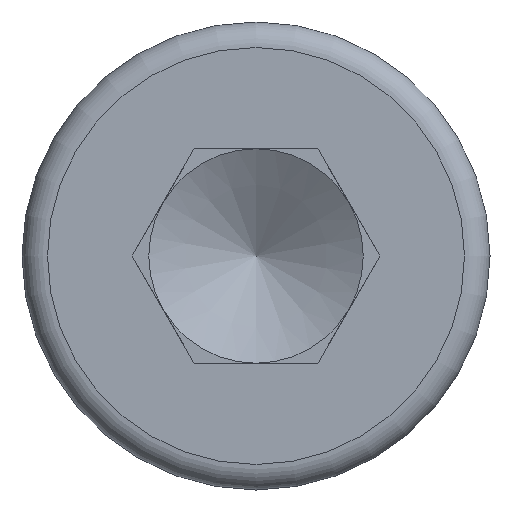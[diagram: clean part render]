
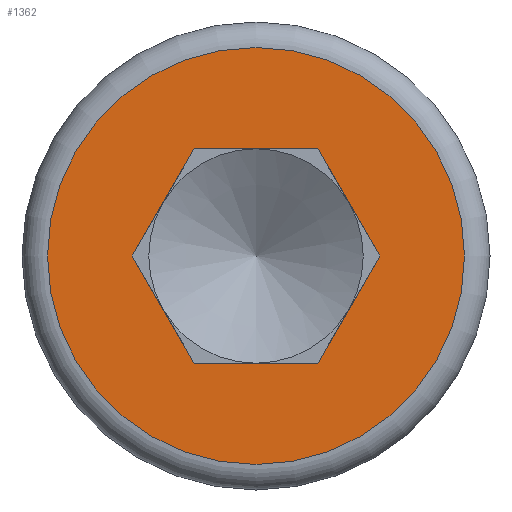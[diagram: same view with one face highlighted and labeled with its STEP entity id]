
A CAD part, left-side view. The second image highlights one B-rep face of the part: STEP entity #1362.
In plain terms, the highlighted planar face has unit normal (-1, 0, 0).
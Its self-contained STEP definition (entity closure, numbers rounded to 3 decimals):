
#12 = CARTESIAN_POINT ( 'NONE',  ( 0., 1.455, 0. ) ) ;
#19 = VECTOR ( 'NONE', #805, 1000. ) ;
#35 = EDGE_CURVE ( 'NONE', #594, #544, #44, .T. ) ;
#44 = LINE ( 'NONE', #1071, #19 ) ;
#56 = EDGE_CURVE ( 'NONE', #762, #762, #1526, .T. ) ;
#89 = VECTOR ( 'NONE', #368, 1000. ) ;
#137 = VECTOR ( 'NONE', #1023, 1000. ) ;
#143 = DIRECTION ( 'NONE',  ( 0., 1., 0. ) ) ;
#144 = CARTESIAN_POINT ( 'NONE',  ( 0., 0., 2.45 ) ) ;
#146 = ORIENTED_EDGE ( 'NONE', *, *, #1411, .F. ) ;
#171 = EDGE_CURVE ( 'NONE', #538, #1441, #1353, .T. ) ;
#213 = CARTESIAN_POINT ( 'NONE',  ( 0., -1.455, 0. ) ) ;
#251 = FACE_OUTER_BOUND ( 'NONE', #1277, .T. ) ;
#307 = VERTEX_POINT ( 'NONE', #1061 ) ;
#309 = DIRECTION ( 'NONE',  ( -1., 0., 0. ) ) ;
#341 = ORIENTED_EDGE ( 'NONE', *, *, #478, .F. ) ;
#361 = VECTOR ( 'NONE', #1360, 1000. ) ;
#362 = CARTESIAN_POINT ( 'NONE',  ( 0., 0., 0. ) ) ;
#368 = DIRECTION ( 'NONE',  ( 0., -0.5, 0.866 ) ) ;
#387 = LINE ( 'NONE', #892, #843 ) ;
#418 = EDGE_CURVE ( 'NONE', #544, #307, #1464, .T. ) ;
#419 = AXIS2_PLACEMENT_3D ( 'NONE', #362, #1495, #734 ) ;
#424 = ORIENTED_EDGE ( 'NONE', *, *, #418, .T. ) ;
#442 = DIRECTION ( 'NONE',  ( 0., 0., 1. ) ) ;
#443 = ORIENTED_EDGE ( 'NONE', *, *, #35, .T. ) ;
#454 = VERTEX_POINT ( 'NONE', #1470 ) ;
#456 = EDGE_CURVE ( 'NONE', #538, #454, #607, .T. ) ;
#478 = EDGE_CURVE ( 'NONE', #594, #454, #387, .T. ) ;
#538 = VERTEX_POINT ( 'NONE', #12 ) ;
#544 = VERTEX_POINT ( 'NONE', #1132 ) ;
#594 = VERTEX_POINT ( 'NONE', #957 ) ;
#607 = LINE ( 'NONE', #1002, #89 ) ;
#718 = ORIENTED_EDGE ( 'NONE', *, *, #171, .F. ) ;
#734 = DIRECTION ( 'NONE',  ( 0., 0., 1. ) ) ;
#762 = VERTEX_POINT ( 'NONE', #144 ) ;
#793 = VECTOR ( 'NONE', #864, 1000. ) ;
#805 = DIRECTION ( 'NONE',  ( 0., -0.5, -0.866 ) ) ;
#843 = VECTOR ( 'NONE', #143, 1000. ) ;
#864 = DIRECTION ( 'NONE',  ( 0., 0.5, -0.866 ) ) ;
#892 = CARTESIAN_POINT ( 'NONE',  ( 0., -0.727, 1.26 ) ) ;
#957 = CARTESIAN_POINT ( 'NONE',  ( 0., -0.727, 1.26 ) ) ;
#1002 = CARTESIAN_POINT ( 'NONE',  ( 0., 1.455, 0. ) ) ;
#1023 = DIRECTION ( 'NONE',  ( 0., -0.5, -0.866 ) ) ;
#1061 = CARTESIAN_POINT ( 'NONE',  ( 0., -0.727, -1.26 ) ) ;
#1071 = CARTESIAN_POINT ( 'NONE',  ( 0., -0.727, 1.26 ) ) ;
#1125 = CARTESIAN_POINT ( 'NONE',  ( 0., 0.727, -1.26 ) ) ;
#1127 = CARTESIAN_POINT ( 'NONE',  ( 0., 1.455, 0. ) ) ;
#1132 = CARTESIAN_POINT ( 'NONE',  ( 0., -1.455, 0. ) ) ;
#1196 = ORIENTED_EDGE ( 'NONE', *, *, #456, .T. ) ;
#1277 = EDGE_LOOP ( 'NONE', ( #1324 ) ) ;
#1324 = ORIENTED_EDGE ( 'NONE', *, *, #56, .T. ) ;
#1340 = EDGE_LOOP ( 'NONE', ( #1196, #341, #443, #424, #146, #718 ) ) ;
#1350 = CARTESIAN_POINT ( 'NONE',  ( 0., 0.727, -1.26 ) ) ;
#1353 = LINE ( 'NONE', #1127, #137 ) ;
#1360 = DIRECTION ( 'NONE',  ( 0., -1., 0. ) ) ;
#1362 = ADVANCED_FACE ( 'NONE', ( #1474, #251 ), #1589, .T. ) ;
#1411 = EDGE_CURVE ( 'NONE', #1441, #307, #1466, .T. ) ;
#1440 = CARTESIAN_POINT ( 'NONE',  ( 0., 0., 0. ) ) ;
#1441 = VERTEX_POINT ( 'NONE', #1125 ) ;
#1464 = LINE ( 'NONE', #213, #793 ) ;
#1466 = LINE ( 'NONE', #1350, #361 ) ;
#1470 = CARTESIAN_POINT ( 'NONE',  ( 0., 0.727, 1.26 ) ) ;
#1474 = FACE_BOUND ( 'NONE', #1340, .T. ) ;
#1495 = DIRECTION ( 'NONE',  ( -1., 0., 0. ) ) ;
#1526 = CIRCLE ( 'NONE', #1549, 2.45 ) ;
#1549 = AXIS2_PLACEMENT_3D ( 'NONE', #1440, #309, #442 ) ;
#1589 = PLANE ( 'NONE',  #419 ) ;
